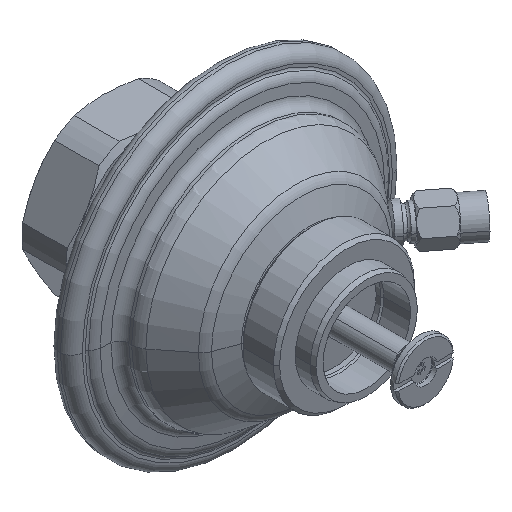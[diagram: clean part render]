
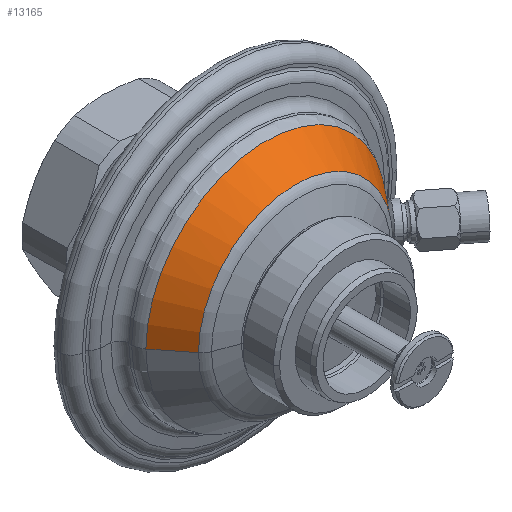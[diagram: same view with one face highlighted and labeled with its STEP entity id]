
A CAD part, isometric view. The second image highlights one B-rep face of the part: STEP entity #13165.
In plain terms, the highlighted conical face has half-angle 37.948 degrees and reference radius 34.664 mm.
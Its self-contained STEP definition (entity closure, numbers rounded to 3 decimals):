
#5413=CARTESIAN_POINT('',(0.,11.651,0.));
#5414=DIRECTION('',(0.,1.,0.));
#5415=DIRECTION('',(-0.996,0.,0.086));
#5416=AXIS2_PLACEMENT_3D('',#5413,#5414,#5415);
#5438=CARTESIAN_POINT('',(-33.393,17.422,5.463));
#5439=CARTESIAN_POINT('',(-33.841,16.847,5.499));
#5440=CARTESIAN_POINT('',(-34.741,15.693,5.571));
#5441=CARTESIAN_POINT('',(-35.652,14.525,5.643));
#5442=CARTESIAN_POINT('',(-36.11,13.937,5.679));
#8477=CARTESIAN_POINT('',(0.,21.071,0.));
#8478=DIRECTION('',(0.,1.,0.));
#8479=DIRECTION('',(-1.,0.,0.));
#8480=AXIS2_PLACEMENT_3D('',#8477,#8478,#8479);
#8510=DIRECTION('',(-0.615,0.789,0.));
#8511=VECTOR('',#8510,11.946);
#8512=CARTESIAN_POINT('',(38.337,11.651,
0.));
#8513=LINE('',#8512,#8511);
#8514=DIRECTION('',(0.615,0.789,0.));
#8515=VECTOR('',#8514,0.837);
#8516=CARTESIAN_POINT('',(-31.506,20.411,
0.));
#8517=LINE('',#8516,#8515);
#8567=CARTESIAN_POINT('',(-31.506,20.411,
0.));
#8568=CARTESIAN_POINT('',(-31.506,20.411,
0.382));
#8569=CARTESIAN_POINT('',(-31.542,20.346,1.148));
#8570=CARTESIAN_POINT('',(-31.706,20.059,2.258));
#8571=CARTESIAN_POINT('',(-31.979,19.594,3.285));
#8572=CARTESIAN_POINT('',(-32.355,18.981,4.185));
#8573=CARTESIAN_POINT('',(-32.826,18.247,4.931));
#8574=CARTESIAN_POINT('',(-33.197,17.702,5.307));
#8575=CARTESIAN_POINT('',(-33.393,17.422,5.463));
#8577=CARTESIAN_POINT('',(-36.11,13.937,5.679));
#8578=CARTESIAN_POINT('',(-36.317,13.697,5.571));
#8579=CARTESIAN_POINT('',(-36.723,13.234,5.302));
#8580=CARTESIAN_POINT('',(-37.291,12.608,4.75));
#8581=CARTESIAN_POINT('',(-37.792,12.073,4.075));
#8582=CARTESIAN_POINT('',(-38.072,11.78,3.555));
#8583=CARTESIAN_POINT('',(-38.196,11.651,3.283));
#8809=CARTESIAN_POINT('',(-30.991,21.071,0.));
#8810=CARTESIAN_POINT('',(30.991,21.071,0.));
#8811=VERTEX_POINT('',#8809);
#8812=VERTEX_POINT('',#8810);
#8813=CARTESIAN_POINT('',(38.337,11.651,
0.));
#8814=VERTEX_POINT('',#8813);
#8881=VERTEX_POINT('',#5438);
#8882=VERTEX_POINT('',#5442);
#8883=VERTEX_POINT('',#8567);
#8884=VERTEX_POINT('',#8583);
#13151=CARTESIAN_POINT('',(0.,16.361,0.));
#13152=DIRECTION('',(0.,-1.,0.));
#13153=DIRECTION('',(-1.,0.,0.));
#13154=AXIS2_PLACEMENT_3D('',#13151,#13152,#13153);
#13155=CONICAL_SURFACE('',#13154,34.664,37.948);
#13156=ORIENTED_EDGE('',*,*,#9741,.F.);
#13157=ORIENTED_EDGE('',*,*,#9729,.F.);
#13158=ORIENTED_EDGE('',*,*,#13118,.T.);
#13159=ORIENTED_EDGE('',*,*,#13087,.T.);
#13160=ORIENTED_EDGE('',*,*,#13115,.F.);
#13161=ORIENTED_EDGE('',*,*,#9695,.F.);
#13162=ORIENTED_EDGE('',*,*,#9712,.F.);
#13163=EDGE_LOOP('',(#13156,#13157,#13158,#13159,#13160,#13161,#13162));
#13164=FACE_OUTER_BOUND('',#13163,.F.);
#13165=ADVANCED_FACE('',(#13164),#13155,.T.);
#5417=CIRCLE('',#5416,38.337);
#5443=B_SPLINE_CURVE_WITH_KNOTS('',3,(#5438,#5439,#5440,#5441,#5442),
.UNSPECIFIED.,.F.,.F.,(4,1,4),(0.,0.5,1.),.UNSPECIFIED.);
#8481=CIRCLE('',#8480,30.991);
#8576=B_SPLINE_CURVE_WITH_KNOTS('',3,(#8567,#8568,#8569,#8570,#8571,#8572,#8573,
#8574,#8575),.UNSPECIFIED.,.F.,.F.,(4,1,1,1,1,1,4),(0.,0.167,
0.333,0.5,0.667,0.833,1.),
.UNSPECIFIED.);
#8584=B_SPLINE_CURVE_WITH_KNOTS('',3,(#8577,#8578,#8579,#8580,#8581,#8582,
#8583),.UNSPECIFIED.,.F.,.F.,(4,1,1,1,4),(0.,0.25,0.5,0.75,1.),
.UNSPECIFIED.);
#9695=EDGE_CURVE('',#8884,#8814,#5417,.T.);
#9712=EDGE_CURVE('',#8882,#8884,#8584,.T.);
#9729=EDGE_CURVE('',#8883,#8881,#8576,.T.);
#9741=EDGE_CURVE('',#8881,#8882,#5443,.T.);
#13087=EDGE_CURVE('',#8811,#8812,#8481,.T.);
#13115=EDGE_CURVE('',#8814,#8812,#8513,.T.);
#13118=EDGE_CURVE('',#8883,#8811,#8517,.T.);
